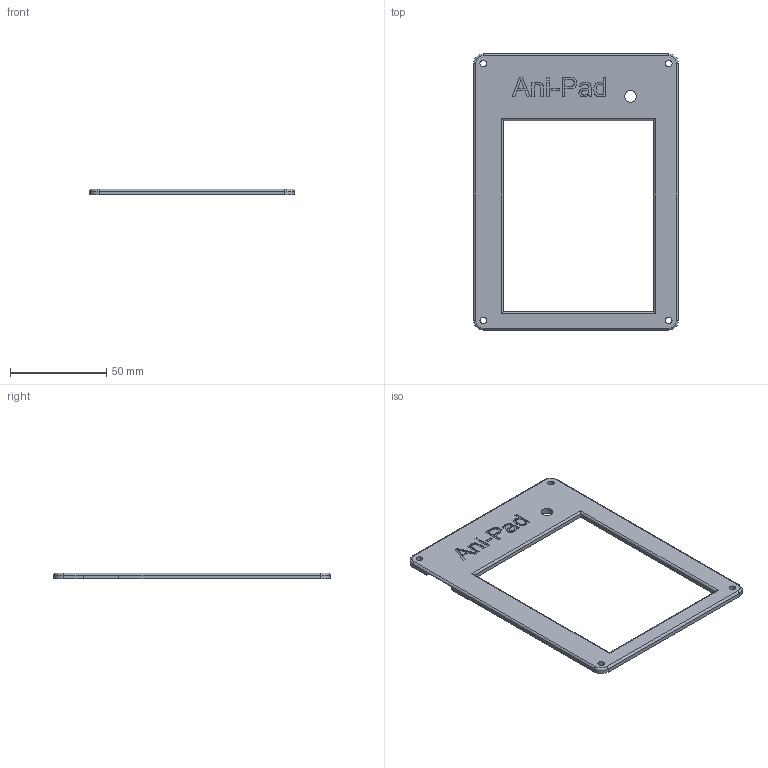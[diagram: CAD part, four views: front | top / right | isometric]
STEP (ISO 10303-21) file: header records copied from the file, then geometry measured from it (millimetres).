
FILE_DESCRIPTION(/* description */ (''),/* implementation_level */ '2;1');
FILE_NAME(/* name */ 'top.step',/* time_stamp */ '2026-02-02T06:00:51+05:30',/* author */ (''),/* organization */ (''),/* preprocessor_version */ 'ST-DEVELOPER v20.1',/* originating_system */ 'Autodesk Translation Framework v14.24.0.0',/* authorisation */ '');
FILE_SCHEMA (('AUTOMOTIVE_DESIGN { 1 0 10303 214 3 1 1 }'));
Length unit declared in the file: millimetre
Products named in the file (1): 2026-02-02-03-21-07-910
Bounding box: 106.34 x 143.4 x 3 mm (x, y, z)
Volume: 20828.4 mm3; surface area: 17435.4 mm2
Topology: 1 solids, 1 shells, 169 faces, 451 edges, 296 vertices
Faces by surface type: plane 75, bspline 73, cylinder 17, torus 4
Full cylindrical faces by diameter (mm): 3.4 x4, 6 x1
Entity records: 5954 total; most frequent: CARTESIAN_POINT 2158, ORIENTED_EDGE 902, DIRECTION 533, EDGE_CURVE 451, VERTEX_POINT 296, LINE 271, VECTOR 271, EDGE_LOOP 193
